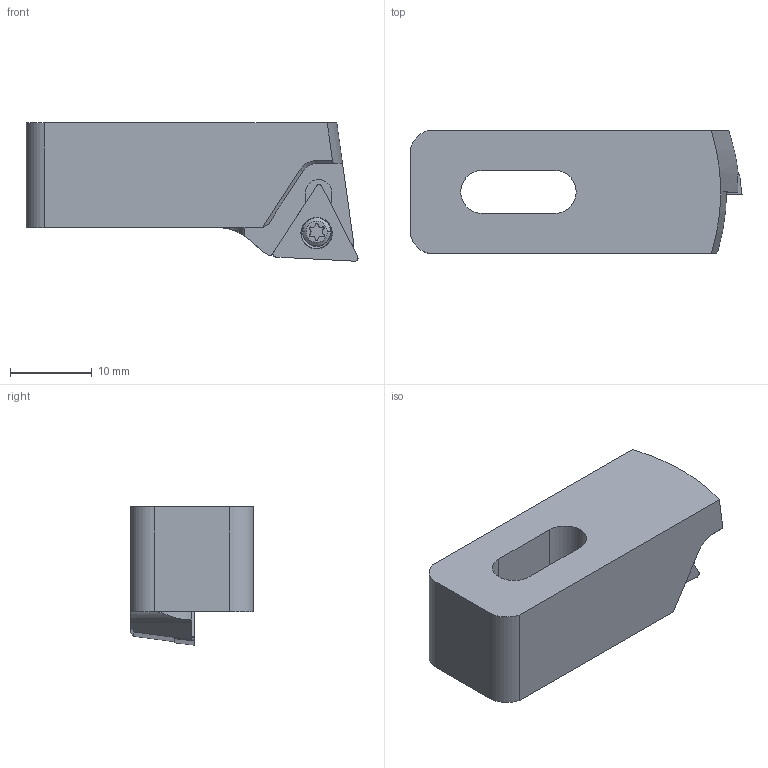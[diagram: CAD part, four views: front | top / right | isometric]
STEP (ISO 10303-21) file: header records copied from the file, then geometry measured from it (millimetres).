
FILE_DESCRIPTION(('no description'),'unknown implementation level');
FILE_NAME('1465AA38-11CF-4996-898C-1E94E2E9598C_export.stp',' ',('CIMSOURCE GmbH'),('CADClick - KiM GmbH - www.kimweb.de'),'unknown preprocess','ACIS','unknown authorization');
FILE_SCHEMA(('automotive_design'));
Length unit declared in the file: millimetre
Products named in the file (5): 627.151 Kaiser WPH EWB 53 UP|694.122 Kaiser ETL M2.5x6.5 T7 IP 10S;Kreismuster1; 627.151 Kaiser WPH EWB 53 UP|655.383 Kaiser TCGT 110204 K10C;Kombinieren1; 627.151 Kaiser WPH EWB 53 UP|627.151 Kaiser WPH EWB 53 UP-2;Schleifen breite; 627.151 Kaiser WPH EWB 53 UP|627.151 Kaiser WPH EWB 53 UP-1;<N016.05 (TC 1102) PLS rechts Freistellung neutral>-<<655.321>-<Kombinieren1>>; 627.151 Kaiser WPH EWB 53 UP|627.151 Kaiser WPH EWB 53 UP;<N016.05 (TC 1102) PLS rechts Freistellung neutral>-<<0640.021>-<Kombinieren1>>
Bounding box: 40.55 x 15 x 16.9 mm (x, y, z)
Volume: 5941.3 mm3; surface area: 3596.1 mm2
Topology: 5 solids, 5 shells, 135 faces, 335 edges, 211 vertices
Faces by surface type: plane 45, cylinder 41, cone 38, torus 10, bspline 1
Entity records: 8428 total; most frequent: CARTESIAN_POINT 1140, DIRECTION 770, STYLED_ITEM 686, PRESENTATION_STYLE_ASSIGNMENT 686, COLOUR_RGB 686, ORIENTED_EDGE 670, EDGE_CURVE 335, CURVE_STYLE 335
